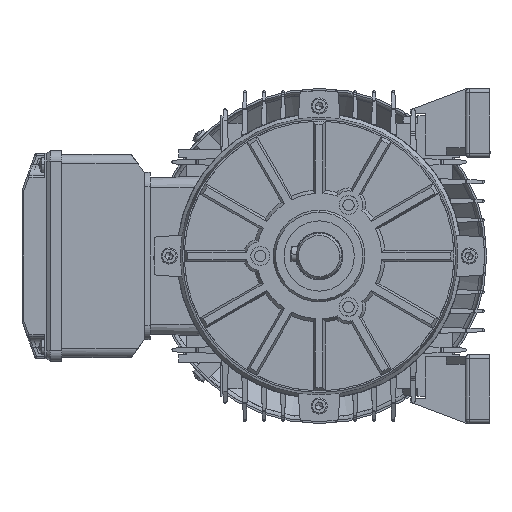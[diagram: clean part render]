
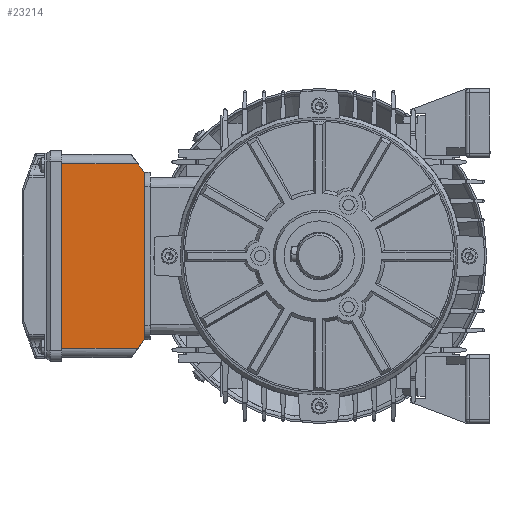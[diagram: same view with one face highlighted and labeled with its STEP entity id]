
A CAD part, left-side view. The second image highlights one B-rep face of the part: STEP entity #23214.
In plain terms, the highlighted planar face has unit normal (-1, 0, 0).
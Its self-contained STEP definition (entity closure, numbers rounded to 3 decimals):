
#1503 = VERTEX_POINT ( 'NONE', #49427 ) ;
#1663 = VERTEX_POINT ( 'NONE', #114186 ) ;
#2437 = DIRECTION ( 'NONE',  ( 0., 0., -1. ) ) ;
#2772 = VECTOR ( 'NONE', #16430, 1000. ) ;
#3885 = VERTEX_POINT ( 'NONE', #78612 ) ;
#4156 = PLANE ( 'NONE',  #68538 ) ;
#10762 = DIRECTION ( 'NONE',  ( 0., -1., 0. ) ) ;
#11119 = ORIENTED_EDGE ( 'NONE', *, *, #15319, .T. ) ;
#15319 = EDGE_CURVE ( 'NONE', #3885, #61725, #32213, .T. ) ;
#16288 = ORIENTED_EDGE ( 'NONE', *, *, #61085, .F. ) ;
#16430 = DIRECTION ( 'NONE',  ( 0., 0., 1. ) ) ;
#17309 = CARTESIAN_POINT ( 'NONE',  ( -68.5, 48.5, 47. ) ) ;
#19266 = EDGE_LOOP ( 'NONE', ( #16288, #11119, #75761, #108111, #88295, #49932 ) ) ;
#19924 = DIRECTION ( 'NONE',  ( 0., -0.805, -0.593 ) ) ;
#23214 = ADVANCED_FACE ( 'NONE', ( #56188 ), #4156, .F. ) ;
#26417 = VERTEX_POINT ( 'NONE', #77645 ) ;
#29383 = VERTEX_POINT ( 'NONE', #103571 ) ;
#32213 = LINE ( 'NONE', #86520, #2772 ) ;
#33806 = EDGE_CURVE ( 'NONE', #29383, #61725, #81867, .T. ) ;
#36571 = DIRECTION ( 'NONE',  ( 0., 0., -1. ) ) ;
#39106 = VECTOR ( 'NONE', #96527, 1000. ) ;
#45916 = LINE ( 'NONE', #17309, #69922 ) ;
#45925 = LINE ( 'NONE', #63992, #79856 ) ;
#48025 = DIRECTION ( 'NONE',  ( 1., 0., 0. ) ) ;
#49427 = CARTESIAN_POINT ( 'NONE',  ( -68.5, 48.5, 3.5 ) ) ;
#49932 = ORIENTED_EDGE ( 'NONE', *, *, #55704, .T. ) ;
#52878 = CARTESIAN_POINT ( 'NONE',  ( -68.5, -53.5, 47. ) ) ;
#55704 = EDGE_CURVE ( 'NONE', #1663, #1503, #45916, .T. ) ;
#55829 = VECTOR ( 'NONE', #10762, 1000. ) ;
#56188 = FACE_OUTER_BOUND ( 'NONE', #19266, .T. ) ;
#58127 = VECTOR ( 'NONE', #19924, 1000. ) ;
#61085 = EDGE_CURVE ( 'NONE', #3885, #1503, #45925, .T. ) ;
#61459 = CARTESIAN_POINT ( 'NONE',  ( -68.5, 53.5, 40. ) ) ;
#61725 = VERTEX_POINT ( 'NONE', #71191 ) ;
#62973 = EDGE_CURVE ( 'NONE', #1663, #26417, #95942, .T. ) ;
#63992 = CARTESIAN_POINT ( 'NONE',  ( -68.5, -48.5, 3.5 ) ) ;
#64581 = DIRECTION ( 'NONE',  ( 0., 1., 0. ) ) ;
#68538 = AXIS2_PLACEMENT_3D ( 'NONE', #74279, #48025, #2437 ) ;
#69922 = VECTOR ( 'NONE', #36571, 1000. ) ;
#71191 = CARTESIAN_POINT ( 'NONE',  ( -68.5, -48.5, 43.684 ) ) ;
#74279 = CARTESIAN_POINT ( 'NONE',  ( -68.5, -53.5, 47. ) ) ;
#75761 = ORIENTED_EDGE ( 'NONE', *, *, #33806, .F. ) ;
#77645 = CARTESIAN_POINT ( 'NONE',  ( -68.5, 44., 47. ) ) ;
#78612 = CARTESIAN_POINT ( 'NONE',  ( -68.5, -48.5, 3.5 ) ) ;
#79856 = VECTOR ( 'NONE', #64581, 1000. ) ;
#80312 = LINE ( 'NONE', #52878, #55829 ) ;
#81867 = LINE ( 'NONE', #84144, #58127 ) ;
#84144 = CARTESIAN_POINT ( 'NONE',  ( -68.5, -44., 47. ) ) ;
#86520 = CARTESIAN_POINT ( 'NONE',  ( -68.5, -48.5, 47. ) ) ;
#87441 = EDGE_CURVE ( 'NONE', #26417, #29383, #80312, .T. ) ;
#88295 = ORIENTED_EDGE ( 'NONE', *, *, #62973, .F. ) ;
#95942 = LINE ( 'NONE', #61459, #39106 ) ;
#96527 = DIRECTION ( 'NONE',  ( 0., -0.805, 0.593 ) ) ;
#103571 = CARTESIAN_POINT ( 'NONE',  ( -68.5, -44., 47. ) ) ;
#108111 = ORIENTED_EDGE ( 'NONE', *, *, #87441, .F. ) ;
#114186 = CARTESIAN_POINT ( 'NONE',  ( -68.5, 48.5, 43.684 ) ) ;
